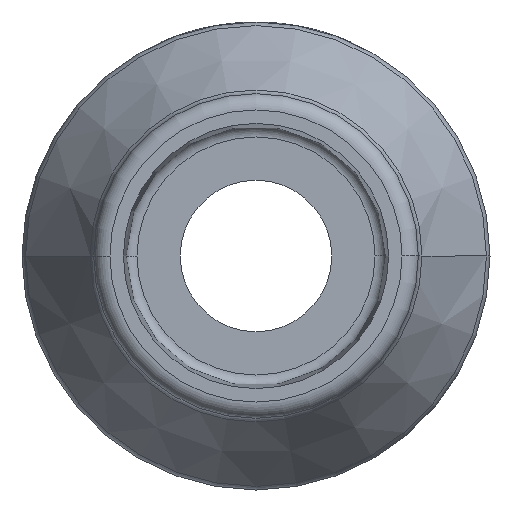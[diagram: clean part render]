
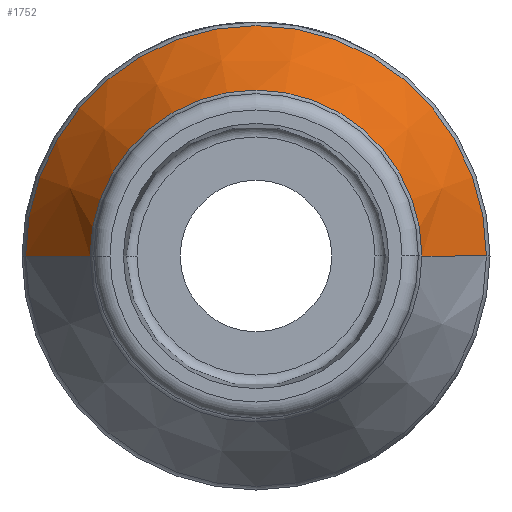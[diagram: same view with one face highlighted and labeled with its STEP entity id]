
A CAD part, front view. The second image highlights one B-rep face of the part: STEP entity #1752.
In plain terms, the highlighted conical face has half-angle 30 degrees and reference radius 3.663 mm.
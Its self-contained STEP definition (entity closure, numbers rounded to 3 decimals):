
#1752=ADVANCED_FACE('',(#3637),#3638,.T.);
#3637=FACE_OUTER_BOUND('',#7426,.T.);
#3638=CONICAL_SURFACE('',#7427,3.663,0.524);
#7426=EDGE_LOOP('',(#12652,#12653,#12654,#12655));
#7427=AXIS2_PLACEMENT_3D('',#12656,#12657,#12658);
#12652=ORIENTED_EDGE('',*,*,#14327,.F.);
#12653=ORIENTED_EDGE('',*,*,#14515,.T.);
#12654=ORIENTED_EDGE('',*,*,#14329,.F.);
#12655=ORIENTED_EDGE('',*,*,#15122,.T.);
#12656=CARTESIAN_POINT('',(0.0,-13.447,0.0));
#12657=DIRECTION('',(0.0,1.0,-0.0));
#12658=DIRECTION('',(-1.0,0.0,0.0));
#14327=EDGE_CURVE('',#17006,#17007,#17008,.T.);
#14329=EDGE_CURVE('',#17009,#17011,#17012,.T.);
#14515=EDGE_CURVE('',#17006,#17011,#17333,.T.);
#15122=EDGE_CURVE('',#17009,#17007,#18278,.T.);
#17006=VERTEX_POINT('',#20907);
#17007=VERTEX_POINT('',#20908);
#17008=LINE('',#20909,#20910);
#17009=VERTEX_POINT('',#20911);
#17011=VERTEX_POINT('',#20913);
#17012=LINE('',#20914,#20915);
#17333=CIRCLE('',#21450,3.067);
#18278=CIRCLE('',#23435,4.258);
#20907=CARTESIAN_POINT('',(-3.067,-14.479,0.0));
#20908=CARTESIAN_POINT('',(-4.258,-12.416,0.0));
#20909=CARTESIAN_POINT('',(-3.663,-13.447,0.));
#20910=VECTOR('',#26627,1.0);
#20911=CARTESIAN_POINT('',(4.258,-12.416,0.));
#20913=CARTESIAN_POINT('',(3.067,-14.479,0.));
#20914=CARTESIAN_POINT('',(3.663,-13.447,0.));
#20915=VECTOR('',#26631,1.0);
#21450=AXIS2_PLACEMENT_3D('',#26874,#26875,#26876);
#23435=AXIS2_PLACEMENT_3D('',#27673,#27674,#27675);
#26627=DIRECTION('',(-0.5,0.866,0.));
#26631=DIRECTION('',(-0.5,-0.866,0.));
#26874=CARTESIAN_POINT('',(0.0,-14.479,0.0));
#26875=DIRECTION('',(-0.0,1.0,0.0));
#26876=DIRECTION('',(1.0,0.0,0.0));
#27673=CARTESIAN_POINT('',(0.0,-12.416,0.0));
#27674=DIRECTION('',(0.0,-1.0,0.0));
#27675=DIRECTION('',(1.0,0.0,0.0));
